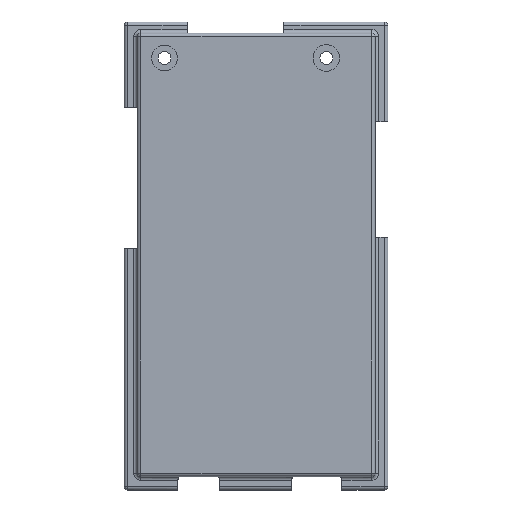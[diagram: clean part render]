
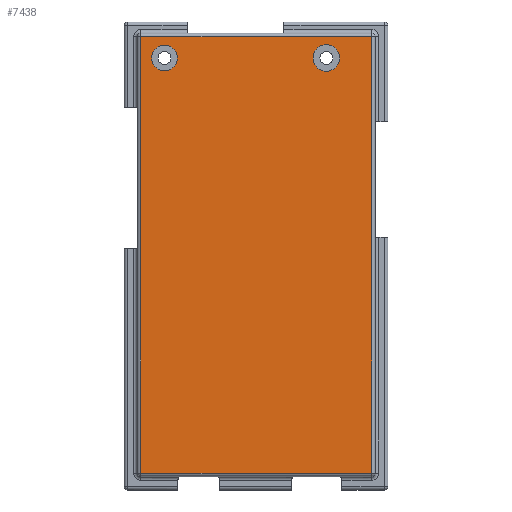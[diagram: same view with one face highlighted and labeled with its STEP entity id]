
A CAD part, front view. The second image highlights one B-rep face of the part: STEP entity #7438.
In plain terms, the highlighted planar face has unit normal (0, -1, 0).
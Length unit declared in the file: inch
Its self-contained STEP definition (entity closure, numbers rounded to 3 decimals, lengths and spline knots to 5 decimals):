
#50 = DIRECTION ( 'NONE',  ( 0., 0., -1. ) ) ;
#109 = EDGE_CURVE ( 'NONE', #4991, #806, #6910, .T. ) ;
#139 = EDGE_CURVE ( 'NONE', #5117, #1632, #269, .T. ) ;
#179 = EDGE_LOOP ( 'NONE', ( #2518, #7004 ) ) ;
#269 = LINE ( 'NONE', #3224, #7249 ) ;
#286 = PLANE ( 'NONE',  #3022 ) ;
#473 = DIRECTION ( 'NONE',  ( 0., 0., -1. ) ) ;
#611 = VECTOR ( 'NONE', #739, 39.37008 ) ;
#738 = EDGE_CURVE ( 'NONE', #4359, #7261, #1960, .T. ) ;
#739 = DIRECTION ( 'NONE',  ( 0., 0., -1. ) ) ;
#806 = VERTEX_POINT ( 'NONE', #2764 ) ;
#831 = CARTESIAN_POINT ( 'NONE',  ( -0.8797, -0.59585, 1.7831 ) ) ;
#964 = CARTESIAN_POINT ( 'NONE',  ( 0.42195, -0.59585, 1.54053 ) ) ;
#1020 = CARTESIAN_POINT ( 'NONE',  ( -0.71305, -0.59585, 1.63363 ) ) ;
#1027 = CARTESIAN_POINT ( 'NONE',  ( -0.71305, -0.59585, 1.72344 ) ) ;
#1039 = CARTESIAN_POINT ( 'NONE',  ( 0.42195, -0.59585, 1.72674 ) ) ;
#1105 = AXIS2_PLACEMENT_3D ( 'NONE', #6885, #3419, #6325 ) ;
#1226 = FACE_BOUND ( 'NONE', #179, .T. ) ;
#1266 = EDGE_CURVE ( 'NONE', #7261, #4359, #5265, .T. ) ;
#1343 = DIRECTION ( 'NONE',  ( 0., 0., -1. ) ) ;
#1632 = VERTEX_POINT ( 'NONE', #831 ) ;
#1782 = VECTOR ( 'NONE', #2107, 39.37008 ) ;
#1871 = CARTESIAN_POINT ( 'NONE',  ( -0.8797, -0.59585, -1.27751 ) ) ;
#1960 = CIRCLE ( 'NONE', #1105, 0.0898 ) ;
#2063 = CIRCLE ( 'NONE', #3690, 0.0931 ) ;
#2088 = DIRECTION ( 'NONE',  ( 1., 0., 0. ) ) ;
#2107 = DIRECTION ( 'NONE',  ( 0., 0., 1. ) ) ;
#2134 = LINE ( 'NONE', #5607, #1782 ) ;
#2376 = ORIENTED_EDGE ( 'NONE', *, *, #738, .F. ) ;
#2386 = CARTESIAN_POINT ( 'NONE',  ( -0.71305, -0.59585, 1.54383 ) ) ;
#2510 = VERTEX_POINT ( 'NONE', #964 ) ;
#2518 = ORIENTED_EDGE ( 'NONE', *, *, #6792, .F. ) ;
#2553 = CIRCLE ( 'NONE', #6445, 0.0931 ) ;
#2691 = CARTESIAN_POINT ( 'NONE',  ( 0.42195, -0.59585, 1.63363 ) ) ;
#2764 = CARTESIAN_POINT ( 'NONE',  ( 0.73914, -0.59585, -1.27751 ) ) ;
#2806 = DIRECTION ( 'NONE',  ( 0., 0., -1. ) ) ;
#3022 = AXIS2_PLACEMENT_3D ( 'NONE', #4290, #4856, #1343 ) ;
#3224 = CARTESIAN_POINT ( 'NONE',  ( 0., -0.59585, 1.7831 ) ) ;
#3366 = ORIENTED_EDGE ( 'NONE', *, *, #6945, .T. ) ;
#3419 = DIRECTION ( 'NONE',  ( 0., -1., 0. ) ) ;
#3527 = EDGE_LOOP ( 'NONE', ( #4166, #2376 ) ) ;
#3690 = AXIS2_PLACEMENT_3D ( 'NONE', #4208, #4104, #50 ) ;
#3850 = DIRECTION ( 'NONE',  ( 0., -1., 0. ) ) ;
#4014 = FACE_OUTER_BOUND ( 'NONE', #5193, .T. ) ;
#4104 = DIRECTION ( 'NONE',  ( 0., -1., 0. ) ) ;
#4166 = ORIENTED_EDGE ( 'NONE', *, *, #1266, .F. ) ;
#4208 = CARTESIAN_POINT ( 'NONE',  ( 0.42195, -0.59585, 1.63363 ) ) ;
#4290 = CARTESIAN_POINT ( 'NONE',  ( 0., -0.59585, 0. ) ) ;
#4359 = VERTEX_POINT ( 'NONE', #1027 ) ;
#4401 = AXIS2_PLACEMENT_3D ( 'NONE', #1020, #7409, #2806 ) ;
#4420 = ORIENTED_EDGE ( 'NONE', *, *, #139, .T. ) ;
#4786 = ORIENTED_EDGE ( 'NONE', *, *, #109, .T. ) ;
#4856 = DIRECTION ( 'NONE',  ( 0., -1., 0. ) ) ;
#4991 = VERTEX_POINT ( 'NONE', #1871 ) ;
#5007 = CARTESIAN_POINT ( 'NONE',  ( 0.73914, -0.59585, 1.7831 ) ) ;
#5036 = LINE ( 'NONE', #5964, #611 ) ;
#5117 = VERTEX_POINT ( 'NONE', #5007 ) ;
#5193 = EDGE_LOOP ( 'NONE', ( #4420, #7226, #4786, #3366 ) ) ;
#5265 = CIRCLE ( 'NONE', #4401, 0.0898 ) ;
#5607 = CARTESIAN_POINT ( 'NONE',  ( 0.73914, -0.59585, 0. ) ) ;
#5712 = VERTEX_POINT ( 'NONE', #1039 ) ;
#5787 = EDGE_CURVE ( 'NONE', #5712, #2510, #2553, .T. ) ;
#5836 = FACE_BOUND ( 'NONE', #3527, .T. ) ;
#5964 = CARTESIAN_POINT ( 'NONE',  ( -0.8797, -0.59585, 0. ) ) ;
#6082 = CARTESIAN_POINT ( 'NONE',  ( 0., -0.59585, -1.27751 ) ) ;
#6110 = DIRECTION ( 'NONE',  ( -1., 0., 0. ) ) ;
#6172 = VECTOR ( 'NONE', #2088, 39.37008 ) ;
#6325 = DIRECTION ( 'NONE',  ( 0., 0., -1. ) ) ;
#6445 = AXIS2_PLACEMENT_3D ( 'NONE', #2691, #3850, #473 ) ;
#6479 = EDGE_CURVE ( 'NONE', #1632, #4991, #5036, .T. ) ;
#6792 = EDGE_CURVE ( 'NONE', #2510, #5712, #2063, .T. ) ;
#6885 = CARTESIAN_POINT ( 'NONE',  ( -0.71305, -0.59585, 1.63363 ) ) ;
#6910 = LINE ( 'NONE', #6082, #6172 ) ;
#6945 = EDGE_CURVE ( 'NONE', #806, #5117, #2134, .T. ) ;
#7004 = ORIENTED_EDGE ( 'NONE', *, *, #5787, .F. ) ;
#7226 = ORIENTED_EDGE ( 'NONE', *, *, #6479, .T. ) ;
#7249 = VECTOR ( 'NONE', #6110, 39.37008 ) ;
#7261 = VERTEX_POINT ( 'NONE', #2386 ) ;
#7409 = DIRECTION ( 'NONE',  ( 0., -1., 0. ) ) ;
#7438 = ADVANCED_FACE ( 'NONE', ( #5836, #1226, #4014 ), #286, .T. ) ;
